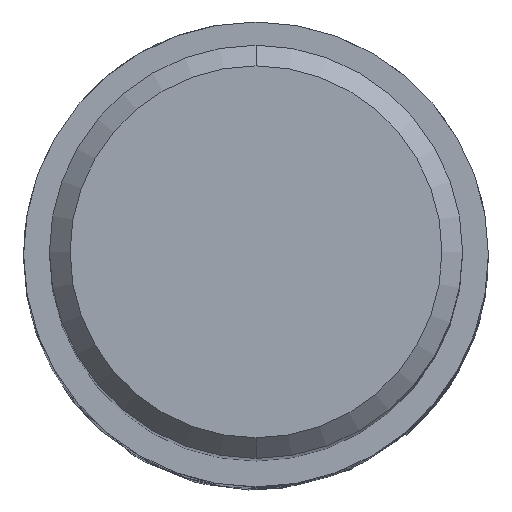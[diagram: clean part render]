
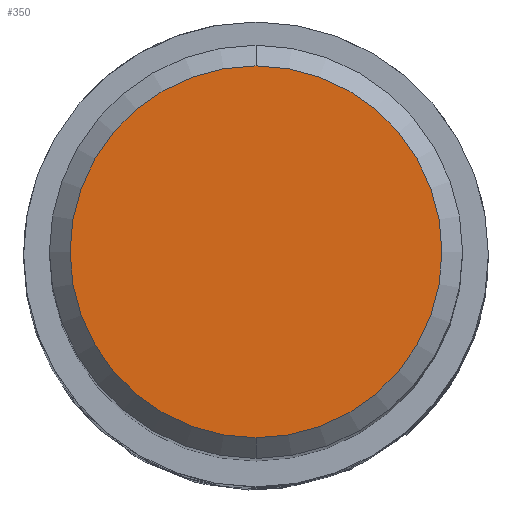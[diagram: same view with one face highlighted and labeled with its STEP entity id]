
A CAD part, top view. The second image highlights one B-rep face of the part: STEP entity #350.
In plain terms, the highlighted planar face has unit normal (0, 0, 1).
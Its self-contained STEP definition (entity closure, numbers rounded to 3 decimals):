
#350=ADVANCED_FACE('',(#889),#890,.T.);
#356=EDGE_CURVE('',#428,#766,#896,.T.);
#428=VERTEX_POINT('',#975);
#640=EDGE_CURVE('',#766,#428,#1210,.T.);
#766=VERTEX_POINT('',#1346);
#889=FACE_OUTER_BOUND('',#2113,.T.);
#890=PLANE('',#2114);
#896=CIRCLE('',#2153,5.4);
#975=CARTESIAN_POINT('',(0.0,5.4,0.0));
#1210=CIRCLE('',#3957,5.4);
#1346=CARTESIAN_POINT('',(0.,-5.4,0.0));
#2113=EDGE_LOOP('',(#5118,#5119));
#2114=AXIS2_PLACEMENT_3D('',#5120,#5121,#5122);
#2153=AXIS2_PLACEMENT_3D('',#5123,#5124,#5125);
#3957=AXIS2_PLACEMENT_3D('',#5469,#5470,#5471);
#5118=ORIENTED_EDGE('',*,*,#356,.F.);
#5119=ORIENTED_EDGE('',*,*,#640,.F.);
#5120=CARTESIAN_POINT('',(0.0,2.7,0.0));
#5121=DIRECTION('',(-0.0,0.0,1.0));
#5122=DIRECTION('',(0.0,-1.0,0.0));
#5123=CARTESIAN_POINT('',(0.0,0.0,0.0));
#5124=DIRECTION('',(0.0,0.0,-1.0));
#5125=DIRECTION('',(0.0,1.0,0.0));
#5469=CARTESIAN_POINT('',(0.0,0.0,0.0));
#5470=DIRECTION('',(0.0,0.0,-1.0));
#5471=DIRECTION('',(0.0,1.0,0.0));
